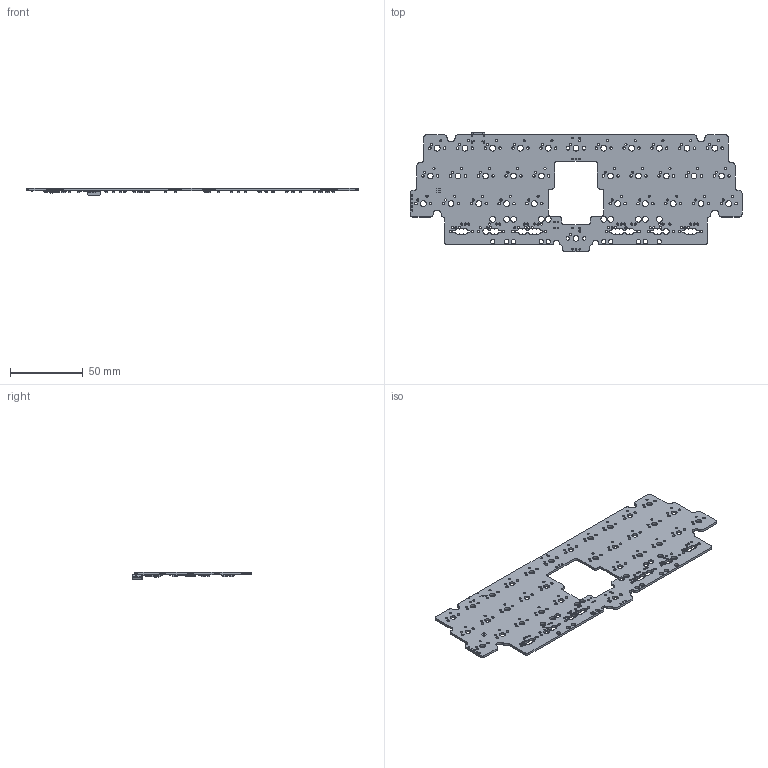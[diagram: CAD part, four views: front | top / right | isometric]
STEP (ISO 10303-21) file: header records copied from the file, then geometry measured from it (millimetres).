
FILE_DESCRIPTION(/* description */ (''),/* implementation_level */ '2;1');
FILE_NAME(/* name */ 'InfernumPCB.step',/* time_stamp */ '2025-10-07T10:13:26-07:00',/* author */ (''),/* organization */ (''),/* preprocessor_version */ 'ST-DEVELOPER v20.1',/* originating_system */ 'Autodesk Translation Framework v14.17.0.0',/* authorisation */ '');
FILE_SCHEMA (('AUTOMOTIVE_DESIGN { 1 0 10303 214 3 1 1 }'));
Products named in the file (24): Infernum; Infernum PCB; Parts; SOT-23; SOLID (8); HRO  TYPE-C-31-M-12; SOLID (7); Crystal_SMD_3225-4Pin_3.2x2.5mm; SOLID (5); SOT-23-5; SOLID (10); SOT-143; SOLID (9); Fuse_0805_2012Metric; SOLID (11); QFN-56-1EP_7x7mm_P0.4mm_EP5.6x5.6mm; SOLID; R_0402_1005Metric; SOLID (3); C_0402_1005Metric; SOLID (4); D_SOD-123; SOLID (2); PCB
Assembly tree (84 placements, depth 5):
  Infernum
    Infernum PCB
      Parts
        D_SOD-123  x38
          SOLID (2)
        R_0402_1005Metric  x8
          SOLID (3)
        SOT-23
          SOLID (8)
        C_0402_1005Metric  x18
          SOLID (4)
        HRO  TYPE-C-31-M-12
          SOLID (7)
        Crystal_SMD_3225-4Pin_3.2x2.5mm
          SOLID (5)
        SOT-23-5
          SOLID (10)
        SOT-143
          SOLID (9)
        Fuse_0805_2012Metric
          SOLID (11)
        QFN-56-1EP_7x7mm_P0.4mm_EP5.6x5.6mm
          SOLID
      PCB
Bounding box: 227.81 x 81.94 x 4.84 mm (x, y, z)
Volume: 20989.8 mm3; surface area: 31777.3 mm2
Topology: 72 solids, 72 shells, 5230 faces, 13462 edges, 8458 vertices
Faces by surface type: plane 4153, cylinder 1067, cone 10
Full cylindrical faces by diameter (mm): 0.35 x9, 0.5 x3, 0.65 x2, 1 x19, 1.47 x100, 1.75 x72, 3.048 x10, 3.988 x42
Entity records: 69834 total; most frequent: CARTESIAN_POINT 12121, ORIENTED_EDGE 11980, DIRECTION 11438, EDGE_CURVE 5990, LINE 4944, VECTOR 4944, VERTEX_POINT 3930, AXIS2_PLACEMENT_3D 3247
